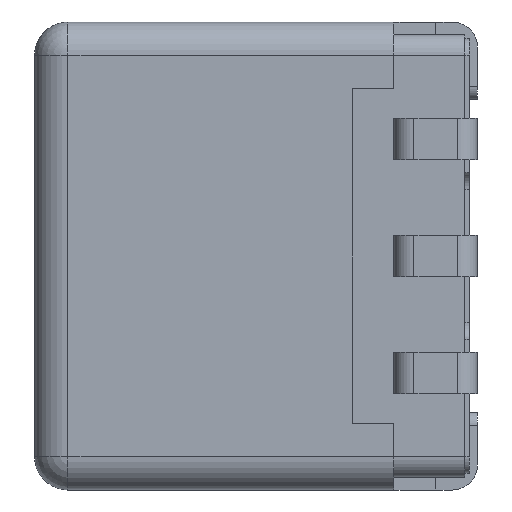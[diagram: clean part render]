
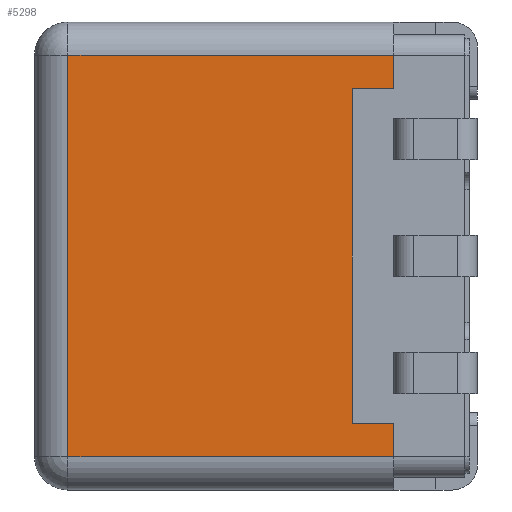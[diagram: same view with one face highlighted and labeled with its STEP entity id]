
A CAD part, left-side view. The second image highlights one B-rep face of the part: STEP entity #5298.
In plain terms, the highlighted planar face has unit normal (-1, 0, 0).
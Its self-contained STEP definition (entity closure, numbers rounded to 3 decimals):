
#543 = VECTOR ( 'NONE', #6709, 1000. ) ;
#684 = DIRECTION ( 'NONE',  ( 0., 0., -1. ) ) ;
#770 = DIRECTION ( 'NONE',  ( -1., 0., 0. ) ) ;
#903 = VECTOR ( 'NONE', #6834, 1000. ) ;
#994 = VECTOR ( 'NONE', #8303, 1000. ) ;
#1023 = EDGE_CURVE ( 'NONE', #7971, #11285, #1152, .T. ) ;
#1152 = LINE ( 'NONE', #9250, #903 ) ;
#1201 = ORIENTED_EDGE ( 'NONE', *, *, #9360, .F. ) ;
#1553 = DIRECTION ( 'NONE',  ( 0., -1., 0. ) ) ;
#1600 = VECTOR ( 'NONE', #10043, 1000. ) ;
#1702 = CARTESIAN_POINT ( 'NONE',  ( -2.8, 1.5, -2. ) ) ;
#2119 = CARTESIAN_POINT ( 'NONE',  ( -2.8, 1.5, 2.4 ) ) ;
#2322 = CARTESIAN_POINT ( 'NONE',  ( -2.8, 1.5, 0. ) ) ;
#2360 = DIRECTION ( 'NONE',  ( 0., -1., 0. ) ) ;
#2900 = CARTESIAN_POINT ( 'NONE',  ( -2.8, 5.3, -2.4 ) ) ;
#2960 = EDGE_CURVE ( 'NONE', #5181, #8952, #4594, .T. ) ;
#3222 = EDGE_CURVE ( 'NONE', #7578, #8952, #6720, .T. ) ;
#3451 = ORIENTED_EDGE ( 'NONE', *, *, #6282, .F. ) ;
#3556 = AXIS2_PLACEMENT_3D ( 'NONE', #2322, #770, #11378 ) ;
#3582 = LINE ( 'NONE', #4718, #994 ) ;
#3595 = VECTOR ( 'NONE', #1553, 1000. ) ;
#3744 = ORIENTED_EDGE ( 'NONE', *, *, #1023, .T. ) ;
#4133 = CARTESIAN_POINT ( 'NONE',  ( -2.8, 1., 2.4 ) ) ;
#4577 = CARTESIAN_POINT ( 'NONE',  ( -2.8, 4.9, -2.4 ) ) ;
#4594 = LINE ( 'NONE', #9448, #9354 ) ;
#4718 = CARTESIAN_POINT ( 'NONE',  ( -2.8, 1.5, 2.4 ) ) ;
#4918 = DIRECTION ( 'NONE',  ( 0., 0., -1. ) ) ;
#4923 = EDGE_CURVE ( 'NONE', #9087, #8918, #10447, .T. ) ;
#4991 = CARTESIAN_POINT ( 'NONE',  ( -2.8, 1., -2. ) ) ;
#5181 = VERTEX_POINT ( 'NONE', #4133 ) ;
#5234 = LINE ( 'NONE', #6028, #543 ) ;
#5298 = ADVANCED_FACE ( 'NONE', ( #10967 ), #6777, .T. ) ;
#5573 = ORIENTED_EDGE ( 'NONE', *, *, #10326, .F. ) ;
#5810 = ORIENTED_EDGE ( 'NONE', *, *, #2960, .F. ) ;
#6028 = CARTESIAN_POINT ( 'NONE',  ( -2.8, 1., 0. ) ) ;
#6181 = VECTOR ( 'NONE', #4918, 1000. ) ;
#6282 = EDGE_CURVE ( 'NONE', #8918, #7818, #5234, .T. ) ;
#6304 = CARTESIAN_POINT ( 'NONE',  ( -2.8, 4.9, 2.4 ) ) ;
#6597 = CARTESIAN_POINT ( 'NONE',  ( -2.8, 1., 2. ) ) ;
#6709 = DIRECTION ( 'NONE',  ( 0., 0., -1. ) ) ;
#6720 = LINE ( 'NONE', #8093, #11202 ) ;
#6777 = PLANE ( 'NONE',  #3556 ) ;
#6834 = DIRECTION ( 'NONE',  ( 0., 0., -1. ) ) ;
#7578 = VERTEX_POINT ( 'NONE', #10128 ) ;
#7818 = VERTEX_POINT ( 'NONE', #10182 ) ;
#7971 = VERTEX_POINT ( 'NONE', #6304 ) ;
#8093 = CARTESIAN_POINT ( 'NONE',  ( -2.8, 1.5, 2. ) ) ;
#8303 = DIRECTION ( 'NONE',  ( 0., -1., 0. ) ) ;
#8521 = ORIENTED_EDGE ( 'NONE', *, *, #9830, .T. ) ;
#8555 = LINE ( 'NONE', #2119, #6181 ) ;
#8616 = ORIENTED_EDGE ( 'NONE', *, *, #4923, .F. ) ;
#8918 = VERTEX_POINT ( 'NONE', #4991 ) ;
#8952 = VERTEX_POINT ( 'NONE', #6597 ) ;
#9087 = VERTEX_POINT ( 'NONE', #10881 ) ;
#9250 = CARTESIAN_POINT ( 'NONE',  ( -2.8, 4.9, -2.4 ) ) ;
#9354 = VECTOR ( 'NONE', #684, 1000. ) ;
#9360 = EDGE_CURVE ( 'NONE', #7578, #9087, #8555, .T. ) ;
#9424 = EDGE_LOOP ( 'NONE', ( #5573, #3744, #8521, #3451, #8616, #1201, #9780, #5810 ) ) ;
#9448 = CARTESIAN_POINT ( 'NONE',  ( -2.8, 1., 0. ) ) ;
#9780 = ORIENTED_EDGE ( 'NONE', *, *, #3222, .T. ) ;
#9830 = EDGE_CURVE ( 'NONE', #11285, #7818, #11041, .T. ) ;
#10043 = DIRECTION ( 'NONE',  ( 0., -1., 0. ) ) ;
#10128 = CARTESIAN_POINT ( 'NONE',  ( -2.8, 1.5, 2. ) ) ;
#10182 = CARTESIAN_POINT ( 'NONE',  ( -2.8, 1., -2.4 ) ) ;
#10326 = EDGE_CURVE ( 'NONE', #7971, #5181, #3582, .T. ) ;
#10447 = LINE ( 'NONE', #1702, #3595 ) ;
#10881 = CARTESIAN_POINT ( 'NONE',  ( -2.8, 1.5, -2. ) ) ;
#10967 = FACE_OUTER_BOUND ( 'NONE', #9424, .T. ) ;
#11041 = LINE ( 'NONE', #2900, #1600 ) ;
#11202 = VECTOR ( 'NONE', #2360, 1000. ) ;
#11285 = VERTEX_POINT ( 'NONE', #4577 ) ;
#11378 = DIRECTION ( 'NONE',  ( 0., 0., 1. ) ) ;
